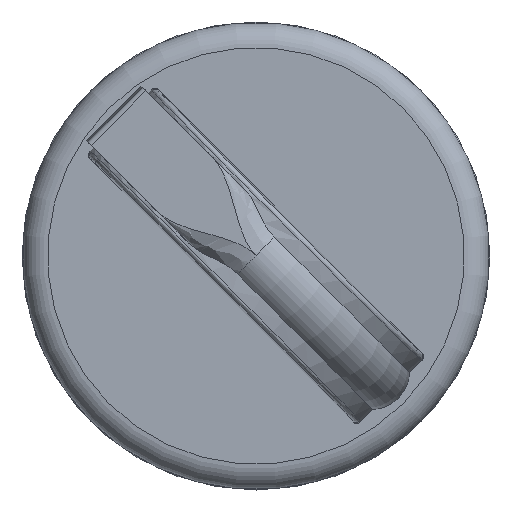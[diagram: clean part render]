
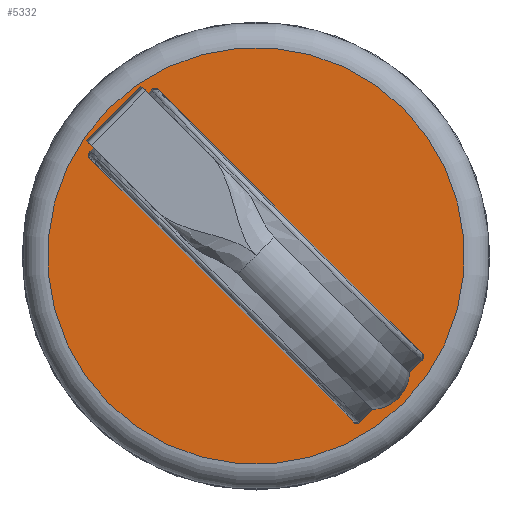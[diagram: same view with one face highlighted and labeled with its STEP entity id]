
A CAD part, top view. The second image highlights one B-rep face of the part: STEP entity #5332.
In plain terms, the highlighted planar face has unit normal (0, 0, 1).
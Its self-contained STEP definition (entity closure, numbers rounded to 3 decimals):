
#68=FACE_BOUND('',#1035,.T.);
#102=ELLIPSE('',#5844,0.3,0.3);
#103=ELLIPSE('',#5845,0.3,0.3);
#104=ELLIPSE('',#5847,0.3,0.3);
#105=ELLIPSE('',#5848,0.3,0.3);
#383=CIRCLE('',#5842,12.425);
#384=CIRCLE('',#5846,2.3);
#721=FACE_OUTER_BOUND('',#1034,.T.);
#1034=EDGE_LOOP('',(#4511));
#1035=EDGE_LOOP('',(#4512,#4513,#4514,#4515,#4516,#4517,#4518,#4519,#4520,
#4521,#4522,#4523,#4524,#4525));
#1496=LINE('',#8927,#1956);
#1499=LINE('',#8941,#1959);
#1500=LINE('',#9017,#1960);
#1501=LINE('',#9021,#1961);
#1502=LINE('',#9025,#1962);
#1503=LINE('',#9029,#1963);
#1504=LINE('',#9033,#1964);
#1505=LINE('',#9037,#1965);
#1506=LINE('',#9038,#1966);
#1956=VECTOR('',#7159,10.);
#1959=VECTOR('',#7166,10.);
#1960=VECTOR('',#7177,10.);
#1961=VECTOR('',#7180,10.);
#1962=VECTOR('',#7183,10.);
#1963=VECTOR('',#7186,10.);
#1964=VECTOR('',#7189,10.);
#1965=VECTOR('',#7192,10.);
#1966=VECTOR('',#7193,10.);
#2431=VERTEX_POINT('',#8924);
#2432=VERTEX_POINT('',#8926);
#2435=VERTEX_POINT('',#8939);
#2439=VERTEX_POINT('',#9012);
#2440=VERTEX_POINT('',#9016);
#2441=VERTEX_POINT('',#9018);
#2442=VERTEX_POINT('',#9020);
#2443=VERTEX_POINT('',#9022);
#2444=VERTEX_POINT('',#9024);
#2445=VERTEX_POINT('',#9026);
#2446=VERTEX_POINT('',#9028);
#2447=VERTEX_POINT('',#9030);
#2448=VERTEX_POINT('',#9032);
#2449=VERTEX_POINT('',#9034);
#2450=VERTEX_POINT('',#9036);
#3146=EDGE_CURVE('',#2432,#2431,#1496,.T.);
#3151=EDGE_CURVE('',#2431,#2435,#1499,.T.);
#3157=EDGE_CURVE('',#2439,#2439,#383,.T.);
#3158=EDGE_CURVE('',#2435,#2440,#1500,.T.);
#3159=EDGE_CURVE('',#2441,#2440,#102,.F.);
#3160=EDGE_CURVE('',#2441,#2442,#1501,.T.);
#3161=EDGE_CURVE('',#2443,#2442,#103,.F.);
#3162=EDGE_CURVE('',#2443,#2444,#1502,.T.);
#3163=EDGE_CURVE('',#2444,#2445,#384,.T.);
#3164=EDGE_CURVE('',#2445,#2446,#1503,.T.);
#3165=EDGE_CURVE('',#2447,#2446,#104,.F.);
#3166=EDGE_CURVE('',#2447,#2448,#1504,.T.);
#3167=EDGE_CURVE('',#2449,#2448,#105,.F.);
#3168=EDGE_CURVE('',#2449,#2450,#1505,.T.);
#3169=EDGE_CURVE('',#2450,#2432,#1506,.T.);
#4511=ORIENTED_EDGE('',*,*,#3157,.F.);
#4512=ORIENTED_EDGE('',*,*,#3158,.T.);
#4513=ORIENTED_EDGE('',*,*,#3159,.F.);
#4514=ORIENTED_EDGE('',*,*,#3160,.T.);
#4515=ORIENTED_EDGE('',*,*,#3161,.F.);
#4516=ORIENTED_EDGE('',*,*,#3162,.T.);
#4517=ORIENTED_EDGE('',*,*,#3163,.T.);
#4518=ORIENTED_EDGE('',*,*,#3164,.T.);
#4519=ORIENTED_EDGE('',*,*,#3165,.F.);
#4520=ORIENTED_EDGE('',*,*,#3166,.T.);
#4521=ORIENTED_EDGE('',*,*,#3167,.F.);
#4522=ORIENTED_EDGE('',*,*,#3168,.T.);
#4523=ORIENTED_EDGE('',*,*,#3169,.T.);
#4524=ORIENTED_EDGE('',*,*,#3146,.T.);
#4525=ORIENTED_EDGE('',*,*,#3151,.T.);
#5077=PLANE('',#5843);
#5332=ADVANCED_FACE('',(#721,#68),#5077,.F.);
#5842=AXIS2_PLACEMENT_3D('',#9014,#7173,#7174);
#5843=AXIS2_PLACEMENT_3D('',#9015,#7175,#7176);
#5844=AXIS2_PLACEMENT_3D('',#9019,#7178,#7179);
#5845=AXIS2_PLACEMENT_3D('',#9023,#7181,#7182);
#5846=AXIS2_PLACEMENT_3D('',#9027,#7184,#7185);
#5847=AXIS2_PLACEMENT_3D('',#9031,#7187,#7188);
#5848=AXIS2_PLACEMENT_3D('',#9035,#7190,#7191);
#7159=DIRECTION('',(0.707,0.707,0.));
#7166=DIRECTION('',(0.707,-0.707,0.));
#7173=DIRECTION('center_axis',(0.,0.,
-1.));
#7174=DIRECTION('ref_axis',(0.707,-0.707,0.));
#7175=DIRECTION('center_axis',(0.,0.,
-1.));
#7176=DIRECTION('ref_axis',(0.707,-0.707,0.));
#7177=DIRECTION('',(0.707,0.707,0.));
#7178=DIRECTION('center_axis',(0.,0.,
-1.));
#7179=DIRECTION('ref_axis',(0.707,0.707,0.));
#7180=DIRECTION('',(0.707,-0.707,0.));
#7181=DIRECTION('center_axis',(0.,0.,
-1.));
#7182=DIRECTION('ref_axis',(0.707,0.707,0.));
#7183=DIRECTION('',(-0.707,-0.707,0.));
#7184=DIRECTION('center_axis',(0.,0.,
-1.));
#7185=DIRECTION('ref_axis',(0.046,-0.999,0.));
#7186=DIRECTION('',(-0.707,-0.707,0.));
#7187=DIRECTION('center_axis',(0.,0.,
-1.));
#7188=DIRECTION('ref_axis',(-0.707,-0.707,0.));
#7189=DIRECTION('',(-0.707,0.707,0.));
#7190=DIRECTION('center_axis',(0.,0.,
-1.));
#7191=DIRECTION('ref_axis',(-0.707,-0.707,0.));
#7192=DIRECTION('',(0.707,0.707,0.));
#7193=DIRECTION('',(-0.707,0.707,0.));
#8924=CARTESIAN_POINT('',(-6.859,10.112,35.95));
#8926=CARTESIAN_POINT('',(-10.111,6.859,35.95));
#8927=CARTESIAN_POINT('',(-7.672,9.299,35.95));
#8939=CARTESIAN_POINT('',(-6.434,9.688,35.95));
#8941=CARTESIAN_POINT('',(1.626,1.626,35.95));
#9012=CARTESIAN_POINT('',(-8.785,8.786,35.95));
#9014=CARTESIAN_POINT('Origin',(0.,0.,
35.95));
#9015=CARTESIAN_POINT('Origin',(0.,0.,
35.95));
#9016=CARTESIAN_POINT('',(-6.222,9.9,35.95));
#9017=CARTESIAN_POINT('',(-9.086,7.036,35.95));
#9018=CARTESIAN_POINT('',(-5.798,9.9,35.95));
#9019=CARTESIAN_POINT('Origin',(-6.01,9.688,35.95));
#9020=CARTESIAN_POINT('',(9.899,-5.799,35.95));
#9021=CARTESIAN_POINT('',(-1.98,6.081,35.95));
#9022=CARTESIAN_POINT('',(9.899,-6.223,35.95));
#9023=CARTESIAN_POINT('Origin',(9.687,-6.011,35.95));
#9024=CARTESIAN_POINT('',(9.156,-6.966,35.95));
#9025=CARTESIAN_POINT('',(9.086,-7.036,35.95));
#9026=CARTESIAN_POINT('',(6.965,-9.157,35.95));
#9027=CARTESIAN_POINT('Origin',(6.859,-6.859,35.95));
#9028=CARTESIAN_POINT('',(6.222,-9.9,35.95));
#9029=CARTESIAN_POINT('',(7.513,-8.609,35.95));
#9030=CARTESIAN_POINT('',(5.798,-9.9,35.95));
#9031=CARTESIAN_POINT('Origin',(6.01,-9.688,35.95));
#9032=CARTESIAN_POINT('',(-9.899,5.799,35.95));
#9033=CARTESIAN_POINT('',(1.98,-6.081,35.95));
#9034=CARTESIAN_POINT('',(-9.899,6.223,35.95));
#9035=CARTESIAN_POINT('Origin',(-9.687,6.011,35.95));
#9036=CARTESIAN_POINT('',(-9.687,6.435,35.95));
#9037=CARTESIAN_POINT('',(-9.086,7.036,35.95));
#9038=CARTESIAN_POINT('',(-5.869,2.617,35.95));
